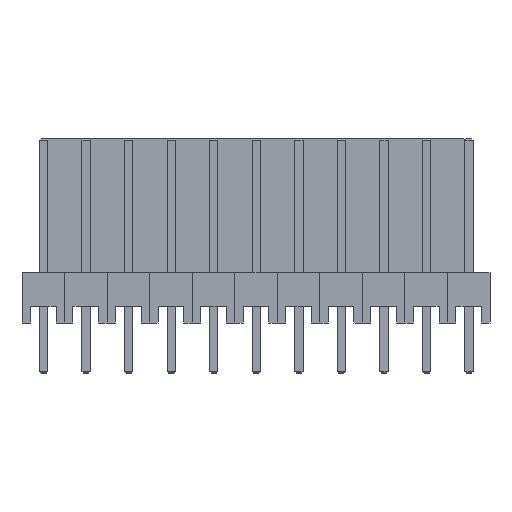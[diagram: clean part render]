
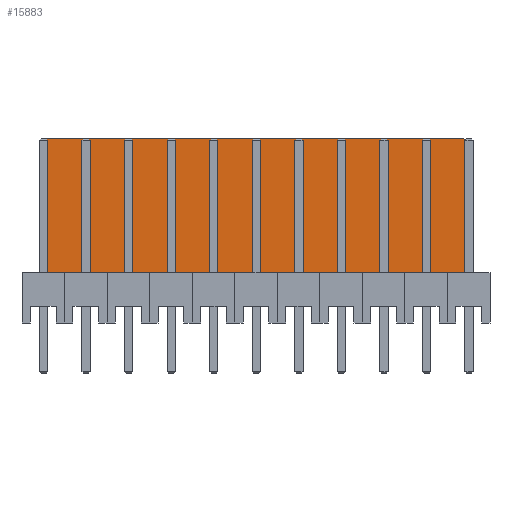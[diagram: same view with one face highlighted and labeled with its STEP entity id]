
A CAD part, front view. The second image highlights one B-rep face of the part: STEP entity #15883.
In plain terms, the highlighted face is planar.
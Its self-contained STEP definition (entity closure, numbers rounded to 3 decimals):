
#15533 = PLANE('',#15534);
#15534 = AXIS2_PLACEMENT_3D('',#15535,#15536,#15537);
#15535 = CARTESIAN_POINT('',(26.6,3.,0.));
#15536 = DIRECTION('',(-1.,0.,0.));
#15537 = DIRECTION('',(0.,1.,0.));
#15558 = VERTEX_POINT('',#15559);
#15559 = CARTESIAN_POINT('',(26.6,3.,1.));
#15573 = PLANE('',#15574);
#15574 = AXIS2_PLACEMENT_3D('',#15575,#15576,#15577);
#15575 = CARTESIAN_POINT('',(1.2,3.,0.));
#15576 = DIRECTION('',(0.,1.,0.));
#15577 = DIRECTION('',(1.,0.,0.));
#15585 = EDGE_CURVE('',#15558,#15586,#15588,.T.);
#15586 = VERTEX_POINT('',#15587);
#15587 = CARTESIAN_POINT('',(26.6,10.7,1.));
#15588 = SURFACE_CURVE('',#15589,(#15593,#15600),.PCURVE_S1.);
#15589 = LINE('',#15590,#15591);
#15590 = CARTESIAN_POINT('',(26.6,3.,1.));
#15591 = VECTOR('',#15592,1.);
#15592 = DIRECTION('',(0.,1.,0.));
#15593 = PCURVE('',#15533,#15594);
#15594 = DEFINITIONAL_REPRESENTATION('',(#15595),#15599);
#15595 = LINE('',#15596,#15597);
#15596 = CARTESIAN_POINT('',(0.,-1.));
#15597 = VECTOR('',#15598,1.);
#15598 = DIRECTION('',(1.,0.));
#15599 = ( GEOMETRIC_REPRESENTATION_CONTEXT(2) 
PARAMETRIC_REPRESENTATION_CONTEXT() REPRESENTATION_CONTEXT('2D SPACE',''
  ) );
#15600 = PCURVE('',#15601,#15606);
#15601 = PLANE('',#15602);
#15602 = AXIS2_PLACEMENT_3D('',#15603,#15604,#15605);
#15603 = CARTESIAN_POINT('',(26.6,3.,1.));
#15604 = DIRECTION('',(0.,0.,-1.));
#15605 = DIRECTION('',(0.,1.,0.));
#15606 = DEFINITIONAL_REPRESENTATION('',(#15607),#15611);
#15607 = LINE('',#15608,#15609);
#15608 = CARTESIAN_POINT('',(0.,0.));
#15609 = VECTOR('',#15610,1.);
#15610 = DIRECTION('',(1.,0.));
#15611 = ( GEOMETRIC_REPRESENTATION_CONTEXT(2) 
PARAMETRIC_REPRESENTATION_CONTEXT() REPRESENTATION_CONTEXT('2D SPACE',''
  ) );
#15627 = CYLINDRICAL_SURFACE('',#15628,0.3);
#15628 = AXIS2_PLACEMENT_3D('',#15629,#15630,#15631);
#15629 = CARTESIAN_POINT('',(26.3,10.7,0.));
#15630 = DIRECTION('',(0.,0.,1.));
#15631 = DIRECTION('',(1.,0.,-0.));
#15682 = PLANE('',#15683);
#15683 = AXIS2_PLACEMENT_3D('',#15684,#15685,#15686);
#15684 = CARTESIAN_POINT('',(1.2,11.,0.));
#15685 = DIRECTION('',(1.,0.,0.));
#15686 = DIRECTION('',(0.,-1.,0.));
#15715 = CYLINDRICAL_SURFACE('',#15716,0.3);
#15716 = AXIS2_PLACEMENT_3D('',#15717,#15718,#15719);
#15717 = CARTESIAN_POINT('',(1.5,10.7,0.));
#15718 = DIRECTION('',(0.,0.,1.));
#15719 = DIRECTION('',(-0.,1.,0.));
#15743 = PLANE('',#15744);
#15744 = AXIS2_PLACEMENT_3D('',#15745,#15746,#15747);
#15745 = CARTESIAN_POINT('',(26.6,11.,0.));
#15746 = DIRECTION('',(0.,-1.,0.));
#15747 = DIRECTION('',(-1.,0.,0.));
#15786 = VERTEX_POINT('',#15787);
#15787 = CARTESIAN_POINT('',(26.3,11.,1.));
#15808 = EDGE_CURVE('',#15586,#15786,#15809,.T.);
#15809 = SURFACE_CURVE('',#15810,(#15815,#15822),.PCURVE_S1.);
#15810 = CIRCLE('',#15811,0.3);
#15811 = AXIS2_PLACEMENT_3D('',#15812,#15813,#15814);
#15812 = CARTESIAN_POINT('',(26.3,10.7,1.));
#15813 = DIRECTION('',(0.,0.,1.));
#15814 = DIRECTION('',(0.,-1.,0.));
#15815 = PCURVE('',#15627,#15816);
#15816 = DEFINITIONAL_REPRESENTATION('',(#15817),#15821);
#15817 = LINE('',#15818,#15819);
#15818 = CARTESIAN_POINT('',(-1.571,1.));
#15819 = VECTOR('',#15820,1.);
#15820 = DIRECTION('',(1.,0.));
#15821 = ( GEOMETRIC_REPRESENTATION_CONTEXT(2) 
PARAMETRIC_REPRESENTATION_CONTEXT() REPRESENTATION_CONTEXT('2D SPACE',''
  ) );
#15822 = PCURVE('',#15601,#15823);
#15823 = DEFINITIONAL_REPRESENTATION('',(#15824),#15832);
#15824 = ( BOUNDED_CURVE() B_SPLINE_CURVE(2,(#15825,#15826,#15827,#15828
    ,#15829,#15830,#15831),.UNSPECIFIED.,.F.,.F.) 
B_SPLINE_CURVE_WITH_KNOTS((1,2,2,2,2,1),(-2.094,0.,
    2.094,4.189,6.283,8.378),
.UNSPECIFIED.) CURVE() GEOMETRIC_REPRESENTATION_ITEM() 
RATIONAL_B_SPLINE_CURVE((1.,0.5,1.,0.5,1.,0.5,1.)) REPRESENTATION_ITEM(
  '') );
#15825 = CARTESIAN_POINT('',(7.4,-0.3));
#15826 = CARTESIAN_POINT('',(7.4,0.22));
#15827 = CARTESIAN_POINT('',(7.85,-0.04));
#15828 = CARTESIAN_POINT('',(8.3,-0.3));
#15829 = CARTESIAN_POINT('',(7.85,-0.56));
#15830 = CARTESIAN_POINT('',(7.4,-0.82));
#15831 = CARTESIAN_POINT('',(7.4,-0.3));
#15832 = ( GEOMETRIC_REPRESENTATION_CONTEXT(2) 
PARAMETRIC_REPRESENTATION_CONTEXT() REPRESENTATION_CONTEXT('2D SPACE',''
  ) );
#15839 = VERTEX_POINT('',#15840);
#15840 = CARTESIAN_POINT('',(1.2,3.,1.));
#15861 = EDGE_CURVE('',#15839,#15558,#15862,.T.);
#15862 = SURFACE_CURVE('',#15863,(#15867,#15874),.PCURVE_S1.);
#15863 = LINE('',#15864,#15865);
#15864 = CARTESIAN_POINT('',(1.2,3.,1.));
#15865 = VECTOR('',#15866,1.);
#15866 = DIRECTION('',(1.,0.,0.));
#15867 = PCURVE('',#15573,#15868);
#15868 = DEFINITIONAL_REPRESENTATION('',(#15869),#15873);
#15869 = LINE('',#15870,#15871);
#15870 = CARTESIAN_POINT('',(0.,-1.));
#15871 = VECTOR('',#15872,1.);
#15872 = DIRECTION('',(1.,0.));
#15873 = ( GEOMETRIC_REPRESENTATION_CONTEXT(2) 
PARAMETRIC_REPRESENTATION_CONTEXT() REPRESENTATION_CONTEXT('2D SPACE',''
  ) );
#15874 = PCURVE('',#15601,#15875);
#15875 = DEFINITIONAL_REPRESENTATION('',(#15876),#15880);
#15876 = LINE('',#15877,#15878);
#15877 = CARTESIAN_POINT('',(0.,-25.4));
#15878 = VECTOR('',#15879,1.);
#15879 = DIRECTION('',(0.,1.));
#15880 = ( GEOMETRIC_REPRESENTATION_CONTEXT(2) 
PARAMETRIC_REPRESENTATION_CONTEXT() REPRESENTATION_CONTEXT('2D SPACE',''
  ) );
#15883 = ADVANCED_FACE('',(#15884),#15601,.F.);
#15884 = FACE_BOUND('',#15885,.F.);
#15885 = EDGE_LOOP('',(#15886,#15887,#15888,#15911,#15939,#15960));
#15886 = ORIENTED_EDGE('',*,*,#15585,.F.);
#15887 = ORIENTED_EDGE('',*,*,#15861,.F.);
#15888 = ORIENTED_EDGE('',*,*,#15889,.F.);
#15889 = EDGE_CURVE('',#15890,#15839,#15892,.T.);
#15890 = VERTEX_POINT('',#15891);
#15891 = CARTESIAN_POINT('',(1.2,10.7,1.));
#15892 = SURFACE_CURVE('',#15893,(#15897,#15904),.PCURVE_S1.);
#15893 = LINE('',#15894,#15895);
#15894 = CARTESIAN_POINT('',(1.2,11.,1.));
#15895 = VECTOR('',#15896,1.);
#15896 = DIRECTION('',(0.,-1.,0.));
#15897 = PCURVE('',#15601,#15898);
#15898 = DEFINITIONAL_REPRESENTATION('',(#15899),#15903);
#15899 = LINE('',#15900,#15901);
#15900 = CARTESIAN_POINT('',(8.,-25.4));
#15901 = VECTOR('',#15902,1.);
#15902 = DIRECTION('',(-1.,0.));
#15903 = ( GEOMETRIC_REPRESENTATION_CONTEXT(2) 
PARAMETRIC_REPRESENTATION_CONTEXT() REPRESENTATION_CONTEXT('2D SPACE',''
  ) );
#15904 = PCURVE('',#15682,#15905);
#15905 = DEFINITIONAL_REPRESENTATION('',(#15906),#15910);
#15906 = LINE('',#15907,#15908);
#15907 = CARTESIAN_POINT('',(0.,-1.));
#15908 = VECTOR('',#15909,1.);
#15909 = DIRECTION('',(1.,0.));
#15910 = ( GEOMETRIC_REPRESENTATION_CONTEXT(2) 
PARAMETRIC_REPRESENTATION_CONTEXT() REPRESENTATION_CONTEXT('2D SPACE',''
  ) );
#15911 = ORIENTED_EDGE('',*,*,#15912,.F.);
#15912 = EDGE_CURVE('',#15913,#15890,#15915,.T.);
#15913 = VERTEX_POINT('',#15914);
#15914 = CARTESIAN_POINT('',(1.5,11.,1.));
#15915 = SURFACE_CURVE('',#15916,(#15921,#15932),.PCURVE_S1.);
#15916 = CIRCLE('',#15917,0.3);
#15917 = AXIS2_PLACEMENT_3D('',#15918,#15919,#15920);
#15918 = CARTESIAN_POINT('',(1.5,10.7,1.));
#15919 = DIRECTION('',(0.,0.,1.));
#15920 = DIRECTION('',(0.,-1.,0.));
#15921 = PCURVE('',#15601,#15922);
#15922 = DEFINITIONAL_REPRESENTATION('',(#15923),#15931);
#15923 = ( BOUNDED_CURVE() B_SPLINE_CURVE(2,(#15924,#15925,#15926,#15927
    ,#15928,#15929,#15930),.UNSPECIFIED.,.F.,.F.) 
B_SPLINE_CURVE_WITH_KNOTS((1,2,2,2,2,1),(-2.094,0.,
    2.094,4.189,6.283,8.378),
.UNSPECIFIED.) CURVE() GEOMETRIC_REPRESENTATION_ITEM() 
RATIONAL_B_SPLINE_CURVE((1.,0.5,1.,0.5,1.,0.5,1.)) REPRESENTATION_ITEM(
  '') );
#15924 = CARTESIAN_POINT('',(7.4,-25.1));
#15925 = CARTESIAN_POINT('',(7.4,-24.58));
#15926 = CARTESIAN_POINT('',(7.85,-24.84));
#15927 = CARTESIAN_POINT('',(8.3,-25.1));
#15928 = CARTESIAN_POINT('',(7.85,-25.36));
#15929 = CARTESIAN_POINT('',(7.4,-25.62));
#15930 = CARTESIAN_POINT('',(7.4,-25.1));
#15931 = ( GEOMETRIC_REPRESENTATION_CONTEXT(2) 
PARAMETRIC_REPRESENTATION_CONTEXT() REPRESENTATION_CONTEXT('2D SPACE',''
  ) );
#15932 = PCURVE('',#15715,#15933);
#15933 = DEFINITIONAL_REPRESENTATION('',(#15934),#15938);
#15934 = LINE('',#15935,#15936);
#15935 = CARTESIAN_POINT('',(-3.142,1.));
#15936 = VECTOR('',#15937,1.);
#15937 = DIRECTION('',(1.,0.));
#15938 = ( GEOMETRIC_REPRESENTATION_CONTEXT(2) 
PARAMETRIC_REPRESENTATION_CONTEXT() REPRESENTATION_CONTEXT('2D SPACE',''
  ) );
#15939 = ORIENTED_EDGE('',*,*,#15940,.F.);
#15940 = EDGE_CURVE('',#15786,#15913,#15941,.T.);
#15941 = SURFACE_CURVE('',#15942,(#15946,#15953),.PCURVE_S1.);
#15942 = LINE('',#15943,#15944);
#15943 = CARTESIAN_POINT('',(26.6,11.,1.));
#15944 = VECTOR('',#15945,1.);
#15945 = DIRECTION('',(-1.,0.,0.));
#15946 = PCURVE('',#15601,#15947);
#15947 = DEFINITIONAL_REPRESENTATION('',(#15948),#15952);
#15948 = LINE('',#15949,#15950);
#15949 = CARTESIAN_POINT('',(8.,0.));
#15950 = VECTOR('',#15951,1.);
#15951 = DIRECTION('',(0.,-1.));
#15952 = ( GEOMETRIC_REPRESENTATION_CONTEXT(2) 
PARAMETRIC_REPRESENTATION_CONTEXT() REPRESENTATION_CONTEXT('2D SPACE',''
  ) );
#15953 = PCURVE('',#15743,#15954);
#15954 = DEFINITIONAL_REPRESENTATION('',(#15955),#15959);
#15955 = LINE('',#15956,#15957);
#15956 = CARTESIAN_POINT('',(0.,-1.));
#15957 = VECTOR('',#15958,1.);
#15958 = DIRECTION('',(1.,0.));
#15959 = ( GEOMETRIC_REPRESENTATION_CONTEXT(2) 
PARAMETRIC_REPRESENTATION_CONTEXT() REPRESENTATION_CONTEXT('2D SPACE',''
  ) );
#15960 = ORIENTED_EDGE('',*,*,#15808,.F.);
